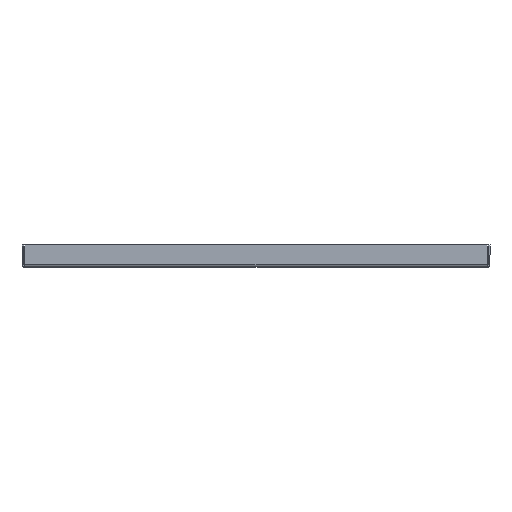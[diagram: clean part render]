
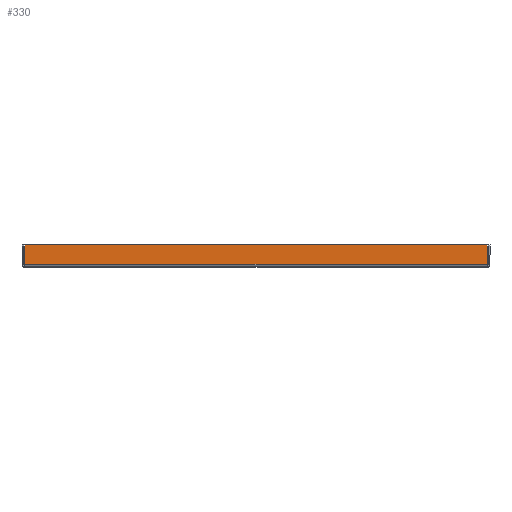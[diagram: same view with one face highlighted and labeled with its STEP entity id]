
A CAD part, front view. The second image highlights one B-rep face of the part: STEP entity #330.
In plain terms, the highlighted planar face has unit normal (0, -1, 0).
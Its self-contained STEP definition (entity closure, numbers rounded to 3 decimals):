
#16 = VECTOR ( 'NONE', #383, 1000. ) ;
#51 = LINE ( 'NONE', #393, #16 ) ;
#330 = ADVANCED_FACE ( 'NONE', ( #1241 ), #1782, .F. ) ;
#344 = CARTESIAN_POINT ( 'NONE',  ( 0., -301., 1. ) ) ;
#352 = CARTESIAN_POINT ( 'NONE',  ( 262.5, -301., 23. ) ) ;
#355 = CARTESIAN_POINT ( 'NONE',  ( -262.5, -301., 1. ) ) ;
#366 = CARTESIAN_POINT ( 'NONE',  ( -262.5, -301., 23. ) ) ;
#370 = CARTESIAN_POINT ( 'NONE',  ( -262.5, -301., 0. ) ) ;
#380 = DIRECTION ( 'NONE',  ( 0., 0., -1. ) ) ;
#383 = DIRECTION ( 'NONE',  ( 0., 0., 1. ) ) ;
#393 = CARTESIAN_POINT ( 'NONE',  ( 262.5, -301., 23. ) ) ;
#412 = DIRECTION ( 'NONE',  ( -1., 0., 0. ) ) ;
#485 = CARTESIAN_POINT ( 'NONE',  ( 262.5, -301., 1. ) ) ;
#529 = EDGE_CURVE ( 'NONE', #862, #724, #1197, .T. ) ;
#693 = AXIS2_PLACEMENT_3D ( 'NONE', #1764, #1789, #1790 ) ;
#724 = VERTEX_POINT ( 'NONE', #366 ) ;
#751 = ORIENTED_EDGE ( 'NONE', *, *, #970, .T. ) ;
#754 = ORIENTED_EDGE ( 'NONE', *, *, #976, .T. ) ;
#767 = ORIENTED_EDGE ( 'NONE', *, *, #529, .T. ) ;
#778 = ORIENTED_EDGE ( 'NONE', *, *, #964, .F. ) ;
#791 = VERTEX_POINT ( 'NONE', #485 ) ;
#862 = VERTEX_POINT ( 'NONE', #352 ) ;
#877 = VERTEX_POINT ( 'NONE', #355 ) ;
#964 = EDGE_CURVE ( 'NONE', #791, #877, #991, .T. ) ;
#970 = EDGE_CURVE ( 'NONE', #724, #877, #982, .T. ) ;
#976 = EDGE_CURVE ( 'NONE', #791, #862, #51, .T. ) ;
#980 = VECTOR ( 'NONE', #380, 1000. ) ;
#982 = LINE ( 'NONE', #370, #980 ) ;
#989 = VECTOR ( 'NONE', #412, 1000. ) ;
#991 = LINE ( 'NONE', #344, #989 ) ;
#1190 = VECTOR ( 'NONE', #1599, 1000. ) ;
#1197 = LINE ( 'NONE', #1667, #1190 ) ;
#1241 = FACE_OUTER_BOUND ( 'NONE', #1330, .T. ) ;
#1330 = EDGE_LOOP ( 'NONE', ( #778, #754, #767, #751 ) ) ;
#1599 = DIRECTION ( 'NONE',  ( -1., 0., 0. ) ) ;
#1667 = CARTESIAN_POINT ( 'NONE',  ( -262.5, -301., 23. ) ) ;
#1764 = CARTESIAN_POINT ( 'NONE',  ( 0., -301., 0. ) ) ;
#1782 = PLANE ( 'NONE',  #693 ) ;
#1789 = DIRECTION ( 'NONE',  ( 0., 1., 0. ) ) ;
#1790 = DIRECTION ( 'NONE',  ( 0., 0., 1. ) ) ;
